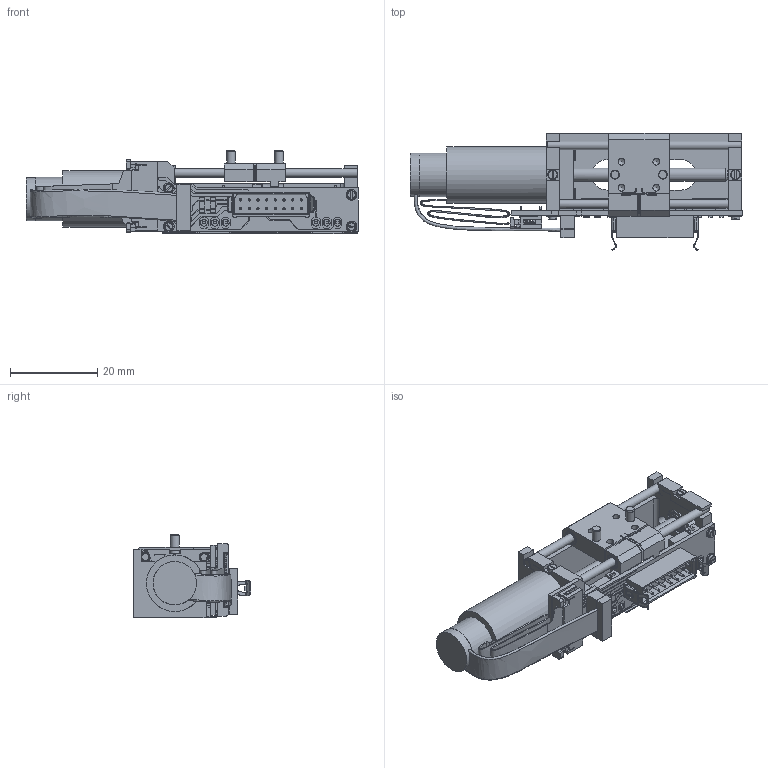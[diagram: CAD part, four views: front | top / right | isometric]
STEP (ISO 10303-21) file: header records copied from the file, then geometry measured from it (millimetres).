
FILE_DESCRIPTION(/* description */ (''),/* implementation_level */ '2;1');
FILE_NAME(/* name */ 'model_product_id63.stp',/* time_stamp */ '2016-08-02T10:26:48+02:00',/* author */ ('SD'),/* organization */ ('Micromotion GmbH Germany'),/* preprocessor_version */ 'ST-DEVELOPER v16.1',/* originating_system */ 'Autodesk Inventor 2016',/* authorisation */ '');
FILE_SCHEMA (('AUTOMOTIVE_DESIGN { 1 0 10303 214 3 1 1 }'));
Products named in the file (1): MLP-16-1-24-EC-SPM0033_Shrinkwrap_1
Bounding box: 76.3 x 26.92 x 19.3 mm (x, y, z)
Volume: 11367.9 mm3; surface area: 13009.5 mm2
Topology: 18 solids, 18 shells, 3412 faces, 9753 edges, 6305 vertices
Faces by surface type: plane 2637, cylinder 426, bspline 138, cone 129, torus 66, sphere 16
Full cylindrical faces by diameter (mm): 0.49 x16, 0.494 x16, 0.51 x16, 0.592 x1, 0.7 x10, 0.729 x2, 0.8 x29, 0.865 x4, 0.929 x2, 1 x8, 1.065 x2, 1.1 x4, 1.2 x2, 1.3 x4, 1.4 x3, 1.5 x1, 1.567 x12, 1.6 x6, 2 x11, 2.4 x2, 2.5 x4, 2.7 x1, 2.978 x2, 3 x5, 3.1 x2, 3.5 x7, 3.7 x1, 3.978 x2, 4 x1, 4.022 x2
Entity records: 113350 total; most frequent: CARTESIAN_POINT 22653, ORIENTED_EDGE 18590, DIRECTION 16897, EDGE_CURVE 9250, LINE 7313, VECTOR 7313, VERTEX_POINT 6136, AXIS2_PLACEMENT_3D 4792
